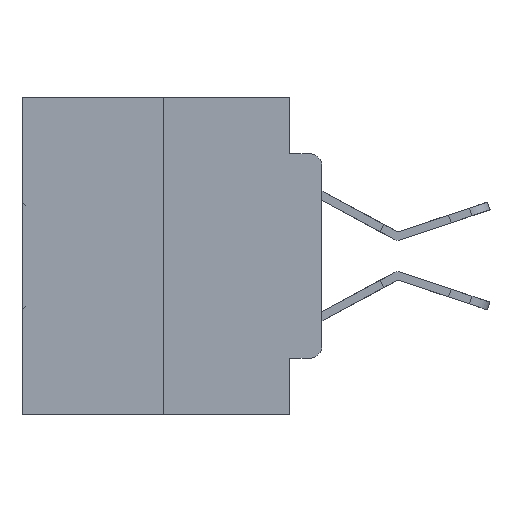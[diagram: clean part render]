
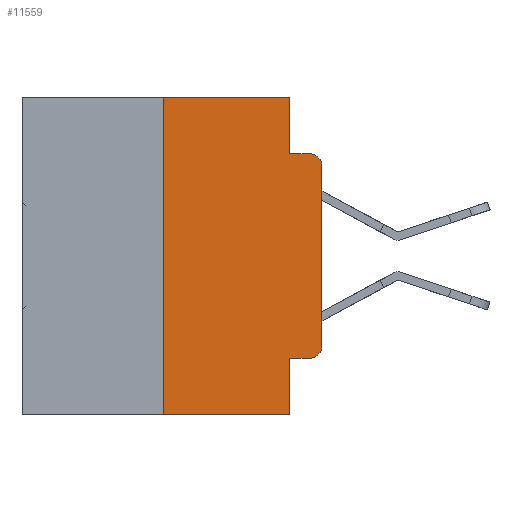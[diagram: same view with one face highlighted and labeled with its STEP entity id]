
A CAD part, left-side view. The second image highlights one B-rep face of the part: STEP entity #11559.
In plain terms, the highlighted planar face has unit normal (-1, 0, 0).
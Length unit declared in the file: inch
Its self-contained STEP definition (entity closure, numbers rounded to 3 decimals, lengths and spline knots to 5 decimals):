
#415 = DIRECTION ( 'NONE',  ( 0., -1., 0. ) ) ;
#554 = ORIENTED_EDGE ( 'NONE', *, *, #5946, .T. ) ;
#743 = LINE ( 'NONE', #18080, #23611 ) ;
#1070 = CARTESIAN_POINT ( 'NONE',  ( 0., 0., 0. ) ) ;
#1201 = DIRECTION ( 'NONE',  ( 0., -1., 0. ) ) ;
#1318 = EDGE_CURVE ( 'NONE', #21425, #19850, #24024, .T. ) ;
#1337 = LINE ( 'NONE', #21745, #31858 ) ;
#2004 = EDGE_CURVE ( 'NONE', #13461, #19850, #24957, .T. ) ;
#2080 = CARTESIAN_POINT ( 'NONE',  ( 0., 0.051, -0.4115 ) ) ;
#2568 = CIRCLE ( 'NONE', #4149, 0.02 ) ;
#2752 = EDGE_CURVE ( 'NONE', #21164, #15312, #5126, .T. ) ;
#2830 = CARTESIAN_POINT ( 'NONE',  ( 0., 0., -0.3915 ) ) ;
#3100 = EDGE_CURVE ( 'NONE', #15312, #23017, #1337, .T. ) ;
#3200 = DIRECTION ( 'NONE',  ( 0., 0., 1. ) ) ;
#3535 = DIRECTION ( 'NONE',  ( 0., -1., 0. ) ) ;
#3542 = LINE ( 'NONE', #1070, #12205 ) ;
#3636 = DIRECTION ( 'NONE',  ( 0., -1., 0. ) ) ;
#4149 = AXIS2_PLACEMENT_3D ( 'NONE', #9462, #14051, #24116 ) ;
#4679 = EDGE_CURVE ( 'NONE', #13461, #18622, #24439, .T. ) ;
#4746 = VECTOR ( 'NONE', #12006, 39.37008 ) ;
#4830 = VERTEX_POINT ( 'NONE', #27025 ) ;
#5126 = LINE ( 'NONE', #27257, #4746 ) ;
#5642 = CARTESIAN_POINT ( 'NONE',  ( 0., 0.02, -0.0885 ) ) ;
#5946 = EDGE_CURVE ( 'NONE', #23210, #23017, #2568, .T. ) ;
#6333 = ORIENTED_EDGE ( 'NONE', *, *, #3100, .F. ) ;
#6779 = VECTOR ( 'NONE', #14723, 39.37008 ) ;
#7081 = DIRECTION ( 'NONE',  ( 1., 0., 0. ) ) ;
#7250 = CARTESIAN_POINT ( 'NONE',  ( 0., 0.473, 0. ) ) ;
#8067 = AXIS2_PLACEMENT_3D ( 'NONE', #27402, #14895, #17337 ) ;
#8914 = CARTESIAN_POINT ( 'NONE',  ( 0., 0.25, -0.5 ) ) ;
#9391 = EDGE_CURVE ( 'NONE', #4830, #21164, #743, .T. ) ;
#9462 = CARTESIAN_POINT ( 'NONE',  ( 0., 0.02, -0.1085 ) ) ;
#9864 = FACE_OUTER_BOUND ( 'NONE', #16076, .T. ) ;
#10066 = VECTOR ( 'NONE', #1201, 39.37008 ) ;
#10463 = CARTESIAN_POINT ( 'NONE',  ( 0., 0.051, 0. ) ) ;
#11271 = AXIS2_PLACEMENT_3D ( 'NONE', #7250, #7081, #17035 ) ;
#11559 = ADVANCED_FACE ( 'NONE', ( #9864 ), #12320, .F. ) ;
#11997 = ORIENTED_EDGE ( 'NONE', *, *, #9391, .F. ) ;
#12006 = DIRECTION ( 'NONE',  ( 0., 0., -1. ) ) ;
#12205 = VECTOR ( 'NONE', #3200, 39.37008 ) ;
#12320 = PLANE ( 'NONE',  #11271 ) ;
#12751 = ORIENTED_EDGE ( 'NONE', *, *, #4679, .T. ) ;
#13461 = VERTEX_POINT ( 'NONE', #18309 ) ;
#14051 = DIRECTION ( 'NONE',  ( -1., 0., 0. ) ) ;
#14723 = DIRECTION ( 'NONE',  ( 0., 0., 1. ) ) ;
#14791 = ORIENTED_EDGE ( 'NONE', *, *, #19977, .T. ) ;
#14832 = VERTEX_POINT ( 'NONE', #2830 ) ;
#14895 = DIRECTION ( 'NONE',  ( -1., 0., 0. ) ) ;
#15312 = VERTEX_POINT ( 'NONE', #16003 ) ;
#15454 = CARTESIAN_POINT ( 'NONE',  ( 0., 0.051, 0. ) ) ;
#15648 = ORIENTED_EDGE ( 'NONE', *, *, #1318, .T. ) ;
#16003 = CARTESIAN_POINT ( 'NONE',  ( 0., 0.051, -0.0885 ) ) ;
#16076 = EDGE_LOOP ( 'NONE', ( #14791, #554, #6333, #31340, #11997, #31082, #15648, #22422, #12751, #30582 ) ) ;
#16559 = CARTESIAN_POINT ( 'NONE',  ( 0., 0.473, -0.5 ) ) ;
#17035 = DIRECTION ( 'NONE',  ( 0., 0., -1. ) ) ;
#17337 = DIRECTION ( 'NONE',  ( 0., 0., -1. ) ) ;
#17860 = CARTESIAN_POINT ( 'NONE',  ( 0., 0.02, -0.4115 ) ) ;
#18080 = CARTESIAN_POINT ( 'NONE',  ( 0., 0.473, 0. ) ) ;
#18309 = CARTESIAN_POINT ( 'NONE',  ( 0., 0.051, -0.4115 ) ) ;
#18622 = VERTEX_POINT ( 'NONE', #17860 ) ;
#19850 = VERTEX_POINT ( 'NONE', #30399 ) ;
#19977 = EDGE_CURVE ( 'NONE', #14832, #23210, #3542, .T. ) ;
#21065 = VECTOR ( 'NONE', #22698, 39.37008 ) ;
#21164 = VERTEX_POINT ( 'NONE', #15454 ) ;
#21425 = VERTEX_POINT ( 'NONE', #8914 ) ;
#21590 = LINE ( 'NONE', #24334, #6779 ) ;
#21745 = CARTESIAN_POINT ( 'NONE',  ( 0., 0.051, -0.0885 ) ) ;
#21911 = CARTESIAN_POINT ( 'NONE',  ( 0., 0., -0.1085 ) ) ;
#22422 = ORIENTED_EDGE ( 'NONE', *, *, #2004, .F. ) ;
#22698 = DIRECTION ( 'NONE',  ( 0., 0., -1. ) ) ;
#23017 = VERTEX_POINT ( 'NONE', #5642 ) ;
#23210 = VERTEX_POINT ( 'NONE', #21911 ) ;
#23611 = VECTOR ( 'NONE', #3535, 39.37008 ) ;
#23682 = CIRCLE ( 'NONE', #8067, 0.02 ) ;
#24024 = LINE ( 'NONE', #16559, #10066 ) ;
#24116 = DIRECTION ( 'NONE',  ( 0., 0., -1. ) ) ;
#24334 = CARTESIAN_POINT ( 'NONE',  ( 0., 0.25, 0. ) ) ;
#24439 = LINE ( 'NONE', #2080, #27018 ) ;
#24957 = LINE ( 'NONE', #10463, #21065 ) ;
#25685 = EDGE_CURVE ( 'NONE', #21425, #4830, #21590, .T. ) ;
#27018 = VECTOR ( 'NONE', #415, 39.37008 ) ;
#27025 = CARTESIAN_POINT ( 'NONE',  ( 0., 0.25, 0. ) ) ;
#27257 = CARTESIAN_POINT ( 'NONE',  ( 0., 0.051, 0. ) ) ;
#27402 = CARTESIAN_POINT ( 'NONE',  ( 0., 0.02, -0.3915 ) ) ;
#30046 = EDGE_CURVE ( 'NONE', #18622, #14832, #23682, .T. ) ;
#30399 = CARTESIAN_POINT ( 'NONE',  ( 0., 0.051, -0.5 ) ) ;
#30582 = ORIENTED_EDGE ( 'NONE', *, *, #30046, .T. ) ;
#31082 = ORIENTED_EDGE ( 'NONE', *, *, #25685, .F. ) ;
#31340 = ORIENTED_EDGE ( 'NONE', *, *, #2752, .F. ) ;
#31858 = VECTOR ( 'NONE', #3636, 39.37008 ) ;
